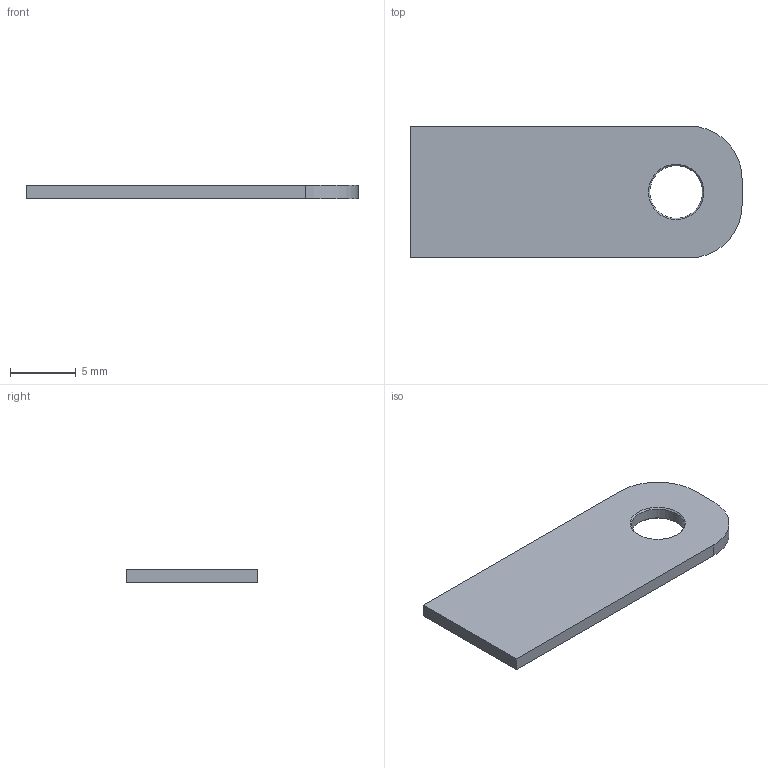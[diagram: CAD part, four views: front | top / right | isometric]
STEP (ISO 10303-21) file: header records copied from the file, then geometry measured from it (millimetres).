
FILE_DESCRIPTION(/* description */ (''),/* implementation_level */ '2;1');
FILE_NAME(/* name */ 'Lasche_19.step',/* time_stamp */ '2023-04-15T16:11:27+02:00',/* author */ (''),/* organization */ (''),/* preprocessor_version */ 'ST-DEVELOPER v19.2',/* originating_system */ 'Autodesk Translation Framework v12.4.0.73',/* authorisation */ '');
FILE_SCHEMA (('AUTOMOTIVE_DESIGN { 1 0 10303 214 3 1 1 }'));
Length unit declared in the file: millimetre
Products named in the file (1): Lasche_19
Bounding box: 25.19 x 10 x 1 mm (x, y, z)
Volume: 232.3 mm3; surface area: 543 mm2
Topology: 1 solids, 1 shells, 11 faces, 25 edges, 16 vertices
Faces by surface type: plane 6, cylinder 3, cone 2
Full cylindrical faces by diameter (mm): 4 x1
Entity records: 348 total; most frequent: DIRECTION 57, CARTESIAN_POINT 53, ORIENTED_EDGE 50, EDGE_CURVE 25, AXIS2_PLACEMENT_3D 20, LINE 17, VECTOR 17, VERTEX_POINT 16
